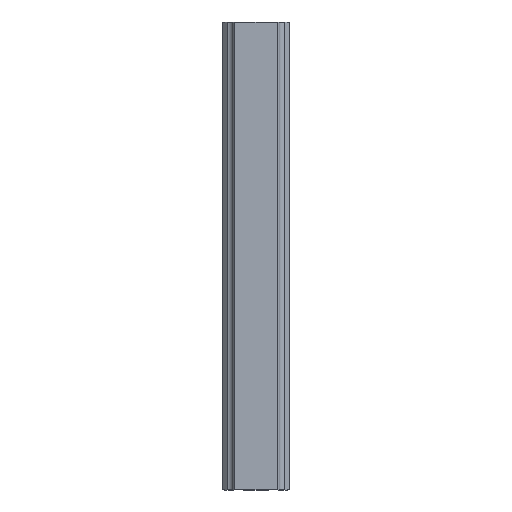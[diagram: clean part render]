
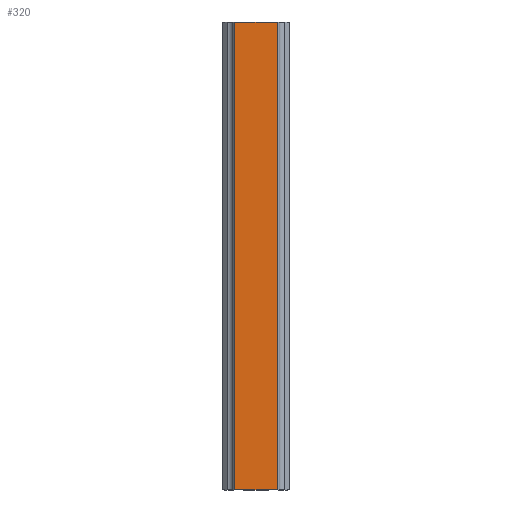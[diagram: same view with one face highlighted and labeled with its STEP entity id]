
A CAD part, top view. The second image highlights one B-rep face of the part: STEP entity #320.
In plain terms, the highlighted planar face has unit normal (0, 0, 1).
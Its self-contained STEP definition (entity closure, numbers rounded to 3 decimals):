
#320=ADVANCED_FACE('',(#656),#657,.T.);
#656=FACE_OUTER_BOUND('',#998,.T.);
#657=PLANE('',#999);
#998=EDGE_LOOP('',(#1950,#1951,#1952,#1953));
#999=AXIS2_PLACEMENT_3D('',#1954,#1955,#1956);
#1950=ORIENTED_EDGE('',*,*,#2392,.T.);
#1951=ORIENTED_EDGE('',*,*,#2454,.F.);
#1952=ORIENTED_EDGE('',*,*,#2273,.T.);
#1953=ORIENTED_EDGE('',*,*,#2452,.T.);
#1954=CARTESIAN_POINT('',(7.2,315.0,38.));
#1955=DIRECTION('',(0.0,0.0,1.0));
#1956=DIRECTION('',(-1.0,0.0,0.0));
#2273=EDGE_CURVE('',#2788,#2786,#2789,.T.);
#2392=EDGE_CURVE('',#2981,#2979,#2982,.T.);
#2452=EDGE_CURVE('',#2786,#2981,#3056,.T.);
#2454=EDGE_CURVE('',#2788,#2979,#3058,.T.);
#2786=VERTEX_POINT('',#3529);
#2788=VERTEX_POINT('',#3532);
#2789=LINE('',#3533,#3534);
#2979=VERTEX_POINT('',#3813);
#2981=VERTEX_POINT('',#3816);
#2982=LINE('',#3817,#3818);
#3056=LINE('',#3921,#3922);
#3058=LINE('',#3924,#3925);
#3529=CARTESIAN_POINT('',(-14.4,315.0,38.));
#3532=CARTESIAN_POINT('',(14.4,315.0,38.));
#3533=CARTESIAN_POINT('',(14.4,315.0,38.));
#3534=VECTOR('',#4134,1.0);
#3813=CARTESIAN_POINT('',(14.4,0.0,38.));
#3816=CARTESIAN_POINT('',(-14.4,0.0,38.));
#3817=CARTESIAN_POINT('',(0.0,0.0,38.));
#3818=VECTOR('',#4237,1.0);
#3921=CARTESIAN_POINT('',(-14.4,315.0,38.));
#3922=VECTOR('',#4291,1.0);
#3924=CARTESIAN_POINT('',(14.4,315.0,38.));
#3925=VECTOR('',#4292,1.0);
#4134=DIRECTION('',(-1.0,0.0,0.0));
#4237=DIRECTION('',(1.0,0.0,0.0));
#4291=DIRECTION('',(0.0,-1.0,0.0));
#4292=DIRECTION('',(0.0,-1.0,0.0));
